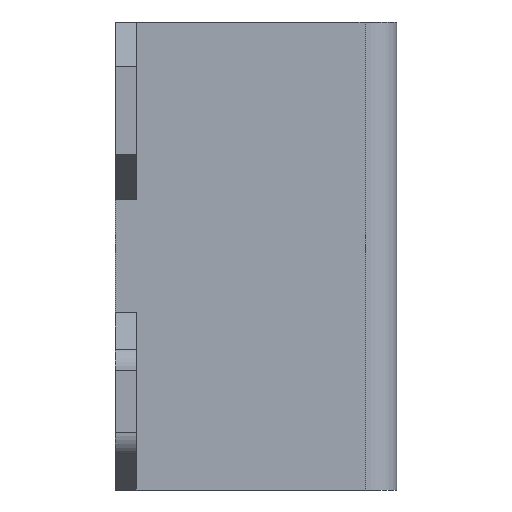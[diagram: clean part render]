
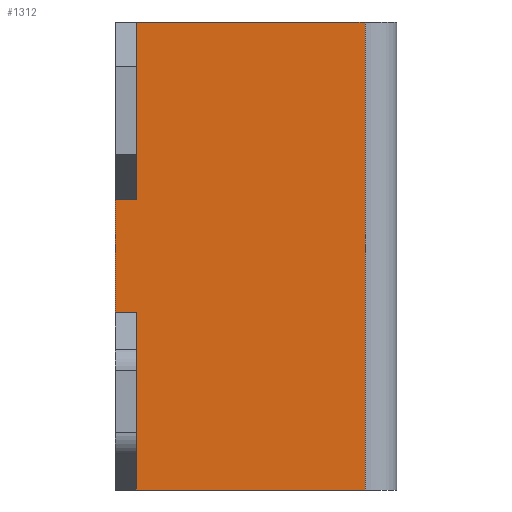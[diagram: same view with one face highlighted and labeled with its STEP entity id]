
A CAD part, left-side view. The second image highlights one B-rep face of the part: STEP entity #1312.
In plain terms, the highlighted planar face has unit normal (-1, 0, 0).
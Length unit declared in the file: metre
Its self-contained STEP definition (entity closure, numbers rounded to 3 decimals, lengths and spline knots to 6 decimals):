
#88 = CARTESIAN_POINT('NONE', (-0.076, 0.049, -0.044));
#89 = VERTEX_POINT('NONE', #88);
#90 = CARTESIAN_POINT('NONE', (-0.076, 0.049, 0.044));
#91 = VERTEX_POINT('NONE', #90);
#112 = CARTESIAN_POINT('NONE', (-0.076, 0.002, -0.044));
#113 = VERTEX_POINT('NONE', #112);
#114 = CARTESIAN_POINT('NONE', (-0.076, 0.002, 0.044));
#115 = VERTEX_POINT('NONE', #114);
#440 = DIRECTION('NONE', (0, 0, 1));
#441 = VECTOR('NONE', #440, 1);
#442 = CARTESIAN_POINT('NONE', (-0.076, 0.049, -0.044));
#443 = LINE('NONE', #442, #441);
#498 = DIRECTION('NONE', (0, 0, 1));
#499 = VECTOR('NONE', #498, 1);
#500 = CARTESIAN_POINT('NONE', (-0.076, 0.002, -0.044));
#501 = LINE('NONE', #500, #499);
#516 = DIRECTION('NONE', (0, -1, 0));
#517 = VECTOR('NONE', #516, 1);
#518 = CARTESIAN_POINT('NONE', (-0.076, 0.049, -0.044));
#519 = LINE('NONE', #518, #517);
#520 = DIRECTION('NONE', (0, 1, 0));
#521 = VECTOR('NONE', #520, 1);
#522 = CARTESIAN_POINT('NONE', (-0.076, 0.002, 0.044));
#523 = LINE('NONE', #522, #521);
#779 = EDGE_CURVE('NONE', #89, #91, #443, .T.);
#793 = EDGE_CURVE('NONE', #113, #115, #501, .T.);
#797 = EDGE_CURVE('NONE', #89, #113, #519, .T.);
#798 = EDGE_CURVE('NONE', #115, #91, #523, .T.);
#967 = CARTESIAN_POINT('NONE', (-0.076, 0.0225, -0));
#968 = DIRECTION('NONE', (-1, -0, 0));
#969 = AXIS2_PLACEMENT_3D('NONE', #967, #968, $);
#970 = PLANE('NONE', #969);
#1306 = ORIENTED_EDGE('NONE', *, *, #797, .T.);
#1307 = ORIENTED_EDGE('NONE', *, *, #793, .T.);
#1308 = ORIENTED_EDGE('NONE', *, *, #798, .T.);
#1309 = ORIENTED_EDGE('NONE', *, *, #779, .F.);
#1310 = EDGE_LOOP('NONE', (#1306, #1307, #1308, #1309));
#1311 = FACE_BOUND('NONE', #1310, .T.);
#1312 = ADVANCED_FACE('NONE', (#1311), #970, .T.);
